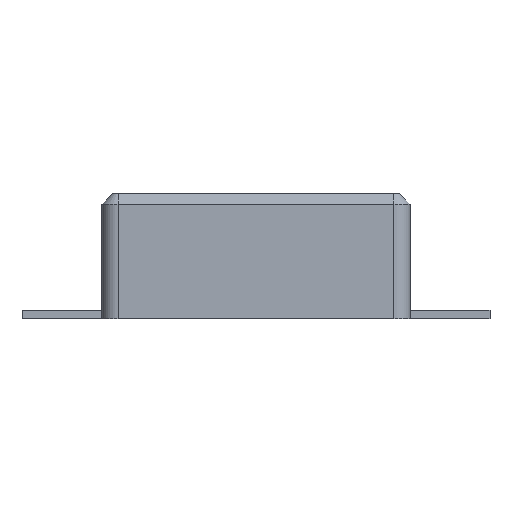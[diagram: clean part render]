
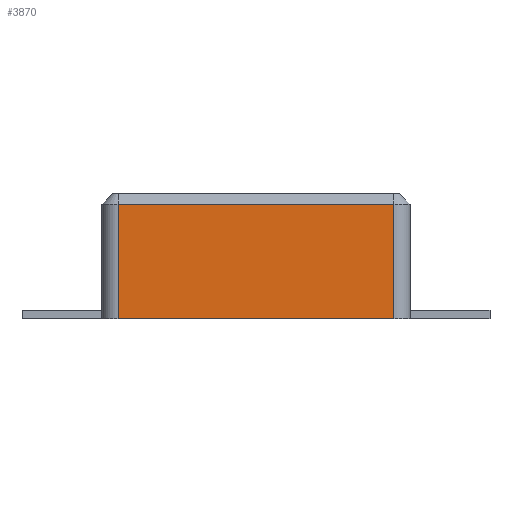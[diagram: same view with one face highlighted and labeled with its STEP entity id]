
A CAD part, left-side view. The second image highlights one B-rep face of the part: STEP entity #3870.
In plain terms, the highlighted planar face has unit normal (-1, 0, 0).
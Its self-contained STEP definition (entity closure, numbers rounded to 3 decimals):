
#12=DIRECTION('',(0.,0.,1.));
#61=VECTOR('',#12,1.);
#79=VECTOR('',#80,1.);
#80=DIRECTION('',(0.,-1.,0.));
#83=DIRECTION('',(1.,0.,0.));
#1763=VERTEX_POINT('',#1764);
#1764=CARTESIAN_POINT('',(-3.725,1.265,0.));
#1769=ORIENTED_EDGE('',*,*,#1770,.T.);
#1770=EDGE_CURVE('',#1763,#1771,#1773,.T.);
#1771=VERTEX_POINT('',#1772);
#1772=CARTESIAN_POINT('',(-3.725,1.265,1.05));
#1773=LINE('',#1764,#61);
#1789=VERTEX_POINT('',#1790);
#1790=CARTESIAN_POINT('',(-3.725,-1.265,0.));
#1794=ORIENTED_EDGE('',*,*,#1795,.F.);
#1795=EDGE_CURVE('',#1763,#1789,#1796,.T.);
#1796=LINE('',#1797,#79);
#1797=CARTESIAN_POINT('',(-3.725,1.415,0.));
#3870=ADVANCED_FACE('',(#3871),#3881,.F.);
#3871=FACE_BOUND('',#3872,.F.);
#3872=EDGE_LOOP('',(#1769,#3873,#3878,#1794));
#3873=ORIENTED_EDGE('',*,*,#3874,.T.);
#3874=EDGE_CURVE('',#1771,#3875,#3877,.T.);
#3875=VERTEX_POINT('',#3876);
#3876=CARTESIAN_POINT('',(-3.725,-1.265,1.05));
#3877=LINE('',#1772,#79);
#3878=ORIENTED_EDGE('',*,*,#3879,.F.);
#3879=EDGE_CURVE('',#1789,#3875,#3880,.T.);
#3880=LINE('',#1790,#61);
#3881=PLANE('',#3882);
#3882=AXIS2_PLACEMENT_3D('',#1797,#83,#80);
